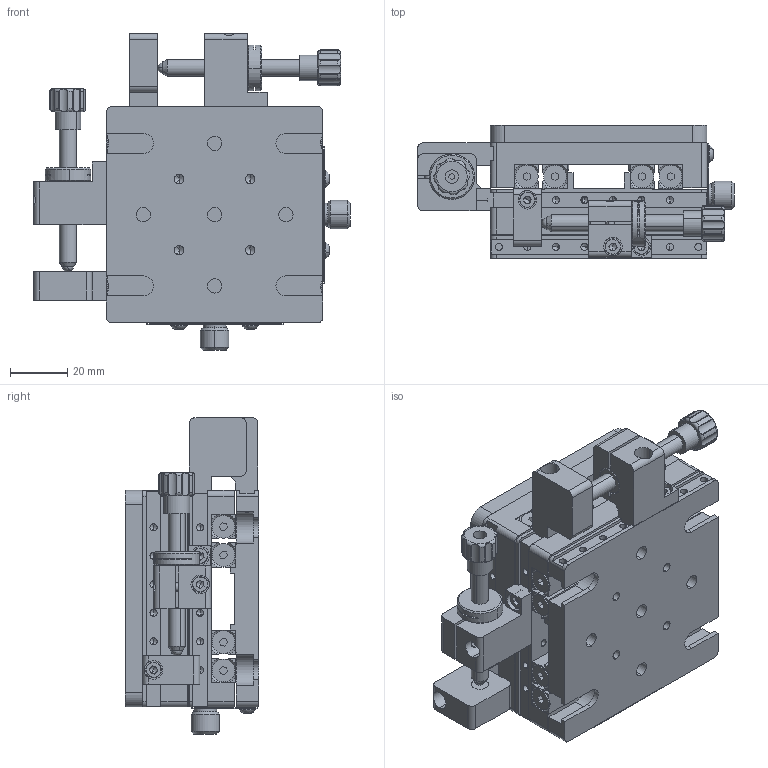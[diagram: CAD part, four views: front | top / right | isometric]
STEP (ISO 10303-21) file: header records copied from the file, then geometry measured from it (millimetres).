
FILE_DESCRIPTION (( 'STEP AP203' ), '1' );
FILE_NAME ('06DTS-1M-ASL.STEP', '2016-05-09T05:58:56', ( '' ), ( '' ), 'SwSTEP 2.0', 'SolidWorks 2016', '' );
FILE_SCHEMA (( 'CONFIG_CONTROL_DESIGN' ));
Products named in the file (1): 06DTS-1M-ASL
Bounding box: 111.1 x 46.7 x 111.1 mm (x, y, z)
Volume: 251116.3 mm3; surface area: 126823.3 mm2
Topology: 72 solids, 72 shells, 2265 faces, 5572 edges, 3387 vertices
Faces by surface type: plane 852, cylinder 791, cone 538, torus 72, sphere 12
Entity records: 67224 total; most frequent: CARTESIAN_POINT 13532, DIRECTION 11690, ORIENTED_EDGE 10728, EDGE_CURVE 5364, AXIS2_PLACEMENT_3D 4420, VERTEX_POINT 3381, LINE 2850, VECTOR 2850
